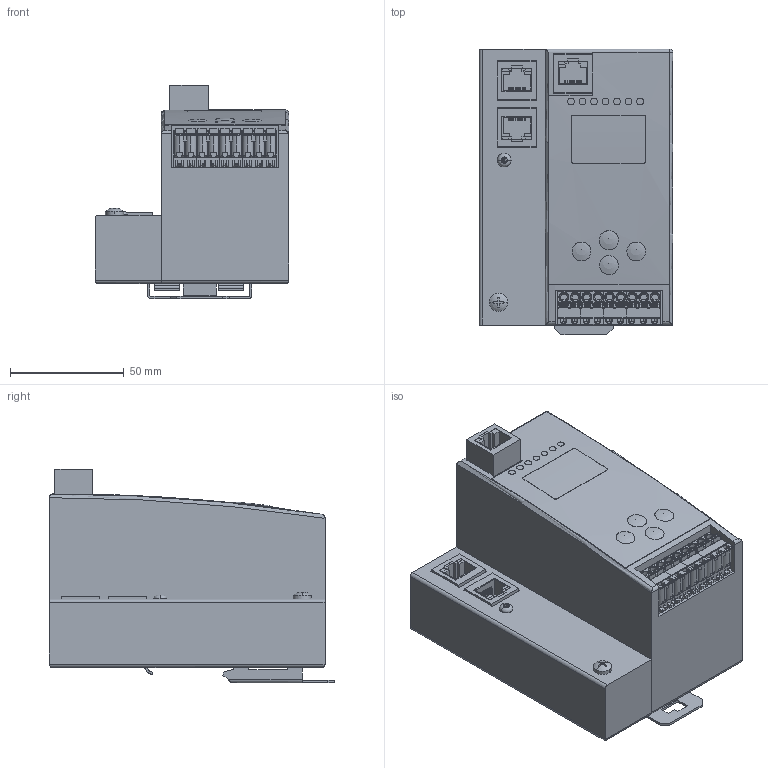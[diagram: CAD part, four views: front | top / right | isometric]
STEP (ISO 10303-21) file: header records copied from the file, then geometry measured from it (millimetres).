
FILE_DESCRIPTION(/* description */ ('Alibre Inc.'),/* implementation_level */ '2;1');
FILE_NAME(/* name */ 'export0',/* time_stamp */ '2014-03-13T09:52:50+01:00',/* author */ (''),/* organization */ (''),/* preprocessor_version */ 'ST-DEVELOPER v14',/* originating_system */ 'Alibre',/* authorisation */ '');
FILE_SCHEMA (('AUTOMOTIVE_DESIGN'));
Length unit declared in the file: centimetre
Products named in the file (21): ID_1
Bounding box: 85 x 125.29 x 93.7 mm (x, y, z)
Volume: 602064.1 mm3; surface area: 93918.2 mm2
Topology: 25 solids, 94 shells, 2961 faces, 7855 edges, 5159 vertices
Faces by surface type: plane 1930, cylinder 549, bspline 410, cone 42, torus 22, sphere 8
Full cylindrical faces by diameter (mm): 2.459 x1, 3 x7, 3.242 x1
Entity records: 70925 total; most frequent: CARTESIAN_POINT 26503, ORIENTED_EDGE 9896, DIRECTION 6638, EDGE_CURVE 4948, VECTOR 3558, LINE 3558, VERTEX_POINT 3256, AXIS2_PLACEMENT_3D 2129
